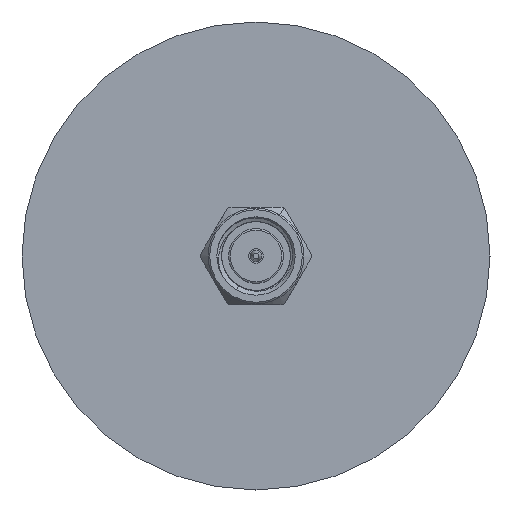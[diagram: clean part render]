
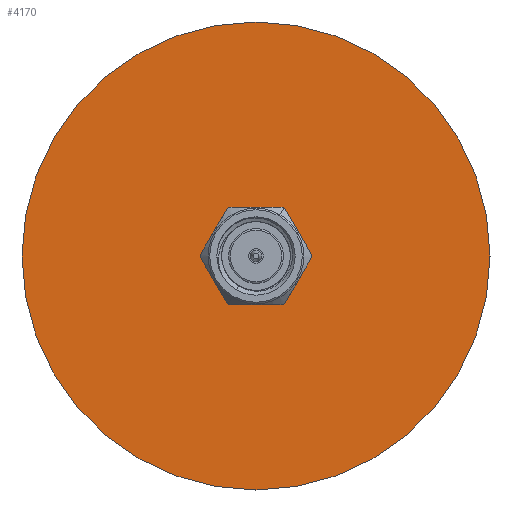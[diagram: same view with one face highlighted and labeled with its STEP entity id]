
A CAD part, left-side view. The second image highlights one B-rep face of the part: STEP entity #4170.
In plain terms, the highlighted planar face has unit normal (-1, 0, 0).
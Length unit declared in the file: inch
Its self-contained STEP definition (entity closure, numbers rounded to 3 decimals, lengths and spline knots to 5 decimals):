
#70 = VERTEX_POINT ( 'NONE', #5761 ) ;
#318 = FACE_BOUND ( 'NONE', #5996, .T. ) ;
#836 = DIRECTION ( 'NONE',  ( -1., 0., 0. ) ) ;
#945 = CARTESIAN_POINT ( 'NONE',  ( -0.62336, 0., 0. ) ) ;
#1280 = AXIS2_PLACEMENT_3D ( 'NONE', #2629, #3887, #7464 ) ;
#1592 = DIRECTION ( 'NONE',  ( 1., 0., 0. ) ) ;
#1806 = DIRECTION ( 'NONE',  ( 1., 0., 0. ) ) ;
#1810 = ORIENTED_EDGE ( 'NONE', *, *, #4016, .T. ) ;
#2124 = ORIENTED_EDGE ( 'NONE', *, *, #3921, .T. ) ;
#2174 = FACE_OUTER_BOUND ( 'NONE', #6604, .T. ) ;
#2400 = CARTESIAN_POINT ( 'NONE',  ( -0.62336, 0., 0. ) ) ;
#2509 = VERTEX_POINT ( 'NONE', #5518 ) ;
#2582 = DIRECTION ( 'NONE',  ( 0., 0., -1. ) ) ;
#2629 = CARTESIAN_POINT ( 'NONE',  ( -0.62336, 0., 0. ) ) ;
#2701 = DIRECTION ( 'NONE',  ( 0., 0., 1. ) ) ;
#2708 = AXIS2_PLACEMENT_3D ( 'NONE', #7004, #1806, #7518 ) ;
#2746 = AXIS2_PLACEMENT_3D ( 'NONE', #2400, #5615, #2701 ) ;
#3296 = PLANE ( 'NONE',  #3764 ) ;
#3684 = AXIS2_PLACEMENT_3D ( 'NONE', #6073, #836, #4933 ) ;
#3764 = AXIS2_PLACEMENT_3D ( 'NONE', #945, #1592, #2582 ) ;
#3887 = DIRECTION ( 'NONE',  ( 1., 0., 0. ) ) ;
#3921 = EDGE_CURVE ( 'NONE', #70, #2509, #4298, .T. ) ;
#3935 = CIRCLE ( 'NONE', #1280, 0.1432 ) ;
#4016 = EDGE_CURVE ( 'NONE', #6093, #5781, #6996, .T. ) ;
#4170 = ADVANCED_FACE ( 'NONE', ( #2174, #318 ), #3296, .F. ) ;
#4298 = CIRCLE ( 'NONE', #2708, 0.1432 ) ;
#4354 = CARTESIAN_POINT ( 'NONE',  ( -0.62336, 0., -0.74803 ) ) ;
#4541 = ORIENTED_EDGE ( 'NONE', *, *, #5461, .T. ) ;
#4713 = ORIENTED_EDGE ( 'NONE', *, *, #5668, .T. ) ;
#4933 = DIRECTION ( 'NONE',  ( 0., 0., 1. ) ) ;
#5461 = EDGE_CURVE ( 'NONE', #5781, #6093, #6040, .T. ) ;
#5518 = CARTESIAN_POINT ( 'NONE',  ( -0.62336, 0., 0.1432 ) ) ;
#5523 = CARTESIAN_POINT ( 'NONE',  ( -0.62336, 0., 0.74803 ) ) ;
#5615 = DIRECTION ( 'NONE',  ( -1., 0., 0. ) ) ;
#5668 = EDGE_CURVE ( 'NONE', #2509, #70, #3935, .T. ) ;
#5761 = CARTESIAN_POINT ( 'NONE',  ( -0.62336, 0., -0.1432 ) ) ;
#5781 = VERTEX_POINT ( 'NONE', #5523 ) ;
#5996 = EDGE_LOOP ( 'NONE', ( #2124, #4713 ) ) ;
#6040 = CIRCLE ( 'NONE', #2746, 0.74803 ) ;
#6073 = CARTESIAN_POINT ( 'NONE',  ( -0.62336, 0., 0. ) ) ;
#6093 = VERTEX_POINT ( 'NONE', #4354 ) ;
#6604 = EDGE_LOOP ( 'NONE', ( #4541, #1810 ) ) ;
#6996 = CIRCLE ( 'NONE', #3684, 0.74803 ) ;
#7004 = CARTESIAN_POINT ( 'NONE',  ( -0.62336, 0., 0. ) ) ;
#7464 = DIRECTION ( 'NONE',  ( 0., 0., -1. ) ) ;
#7518 = DIRECTION ( 'NONE',  ( 0., 0., -1. ) ) ;
